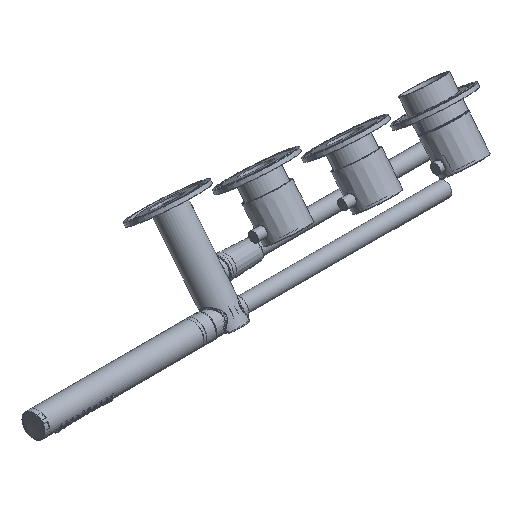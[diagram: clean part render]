
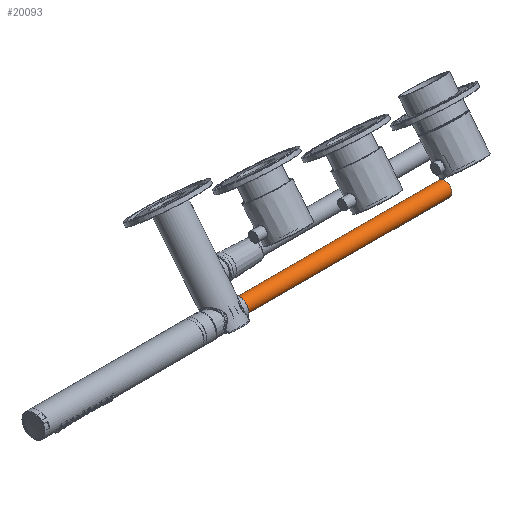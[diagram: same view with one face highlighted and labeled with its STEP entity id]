
A CAD part, isometric view. The second image highlights one B-rep face of the part: STEP entity #20093.
In plain terms, the highlighted cylindrical face has radius 7.5 mm (diameter 15 mm), a full revolution.
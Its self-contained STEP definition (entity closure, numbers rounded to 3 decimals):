
#1581=CYLINDRICAL_SURFACE('',#23566,7.5);
#4141=ORIENTED_EDGE('',*,*,#9916,.F.);
#4142=ORIENTED_EDGE('',*,*,#9917,.T.);
#9916=EDGE_CURVE('',#12820,#12820,#14836,.T.);
#9917=EDGE_CURVE('',#12821,#12821,#14837,.T.);
#12820=VERTEX_POINT('',#30862);
#12821=VERTEX_POINT('',#30865);
#14836=CIRCLE('',#23565,7.5);
#14837=CIRCLE('',#23567,7.5);
#15822=EDGE_LOOP('',(#4141));
#15823=EDGE_LOOP('',(#4142));
#17757=FACE_BOUND('',#15822,.T.);
#17758=FACE_BOUND('',#15823,.T.);
#20093=ADVANCED_FACE('',(#17757,#17758),#1581,.T.);
#23565=AXIS2_PLACEMENT_3D('',#30861,#25730,#25731);
#23566=AXIS2_PLACEMENT_3D('',#30863,#25732,#25733);
#23567=AXIS2_PLACEMENT_3D('',#30864,#25734,#25735);
#25730=DIRECTION('',(0.,-1.,0.));
#25731=DIRECTION('',(0.,0.,-1.));
#25732=DIRECTION('',(0.,-1.,0.));
#25733=DIRECTION('',(0.,0.,-1.));
#25734=DIRECTION('',(0.,-1.,0.));
#25735=DIRECTION('',(0.,0.,-1.));
#30861=CARTESIAN_POINT('',(0.,0.,0.));
#30862=CARTESIAN_POINT('',(0.,0.,-7.5));
#30863=CARTESIAN_POINT('',(0.,0.,0.));
#30864=CARTESIAN_POINT('',(0.,215.5,0.));
#30865=CARTESIAN_POINT('',(0.,215.5,-7.5));
